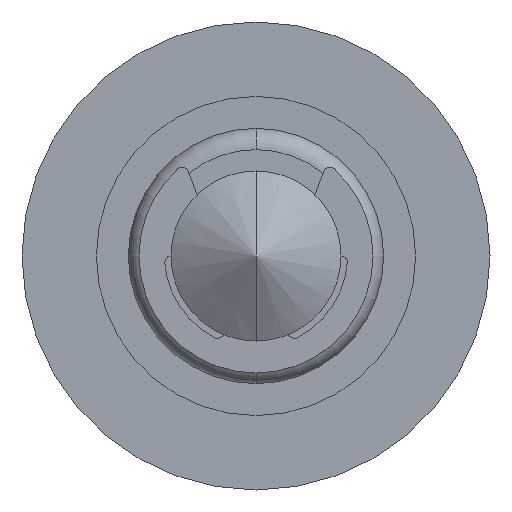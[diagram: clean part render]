
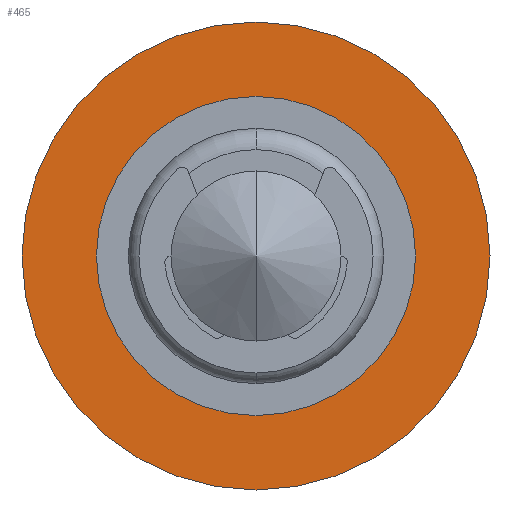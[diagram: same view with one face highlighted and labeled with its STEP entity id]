
A CAD part, front view. The second image highlights one B-rep face of the part: STEP entity #465.
In plain terms, the highlighted planar face has unit normal (0, -1, 0).
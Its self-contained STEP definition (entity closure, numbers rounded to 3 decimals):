
#151 = EDGE_CURVE ( 'NONE', #1872, #1066, #331, .T. ) ;
#162 = EDGE_CURVE ( 'NONE', #1001, #1137, #337, .T. ) ;
#274 = CIRCLE ( 'NONE', #1943, 7.5 ) ;
#275 = CIRCLE ( 'NONE', #1976, 11. ) ;
#331 = CIRCLE ( 'NONE', #1188, 11. ) ;
#337 = CIRCLE ( 'NONE', #1149, 7.5 ) ;
#437 = EDGE_CURVE ( 'NONE', #1137, #1001, #274, .T. ) ;
#438 = EDGE_CURVE ( 'NONE', #1066, #1872, #275, .T. ) ;
#465 = ADVANCED_FACE ( 'NONE', ( #2032, #2025 ), #681, .T. ) ;
#591 = CARTESIAN_POINT ( 'NONE',  ( 0., 51.309, 0. ) ) ;
#592 = DIRECTION ( 'NONE',  ( 0., 1., 0. ) ) ;
#593 = DIRECTION ( 'NONE',  ( 0., 0., 1. ) ) ;
#594 = CARTESIAN_POINT ( 'NONE',  ( 0., 51.309, 0. ) ) ;
#595 = DIRECTION ( 'NONE',  ( 0., 1., 0. ) ) ;
#596 = DIRECTION ( 'NONE',  ( 0., 0., 1. ) ) ;
#681 = PLANE ( 'NONE',  #2003 ) ;
#682 = CARTESIAN_POINT ( 'NONE',  ( -7.5, 51.309, 0. ) ) ;
#683 = DIRECTION ( 'NONE',  ( 0., -1., 0. ) ) ;
#684 = DIRECTION ( 'NONE',  ( 0., 0., -1. ) ) ;
#735 = CARTESIAN_POINT ( 'NONE',  ( 0., 51.309, -7.5 ) ) ;
#757 = CARTESIAN_POINT ( 'NONE',  ( 0., 51.309, -11. ) ) ;
#794 = CARTESIAN_POINT ( 'NONE',  ( 0., 51.309, 7.5 ) ) ;
#803 = CARTESIAN_POINT ( 'NONE',  ( 0., 51.309, 11. ) ) ;
#1001 = VERTEX_POINT ( 'NONE', #735 ) ;
#1066 = VERTEX_POINT ( 'NONE', #757 ) ;
#1137 = VERTEX_POINT ( 'NONE', #794 ) ;
#1149 = AXIS2_PLACEMENT_3D ( 'NONE', #1753, #1696, #1653 ) ;
#1188 = AXIS2_PLACEMENT_3D ( 'NONE', #1664, #1571, #1769 ) ;
#1435 = EDGE_LOOP ( 'NONE', ( #1591, #1586 ) ) ;
#1571 = DIRECTION ( 'NONE',  ( 0., 1., 0. ) ) ;
#1586 = ORIENTED_EDGE ( 'NONE', *, *, #162, .T. ) ;
#1591 = ORIENTED_EDGE ( 'NONE', *, *, #437, .T. ) ;
#1597 = ORIENTED_EDGE ( 'NONE', *, *, #438, .F. ) ;
#1636 = ORIENTED_EDGE ( 'NONE', *, *, #151, .F. ) ;
#1653 = DIRECTION ( 'NONE',  ( 0., 0., 1. ) ) ;
#1664 = CARTESIAN_POINT ( 'NONE',  ( 0., 51.309, 0. ) ) ;
#1696 = DIRECTION ( 'NONE',  ( 0., 1., 0. ) ) ;
#1753 = CARTESIAN_POINT ( 'NONE',  ( 0., 51.309, 0. ) ) ;
#1769 = DIRECTION ( 'NONE',  ( 0., 0., 1. ) ) ;
#1784 = EDGE_LOOP ( 'NONE', ( #1636, #1597 ) ) ;
#1872 = VERTEX_POINT ( 'NONE', #803 ) ;
#1943 = AXIS2_PLACEMENT_3D ( 'NONE', #591, #592, #593 ) ;
#1976 = AXIS2_PLACEMENT_3D ( 'NONE', #594, #595, #596 ) ;
#2003 = AXIS2_PLACEMENT_3D ( 'NONE', #682, #683, #684 ) ;
#2025 = FACE_OUTER_BOUND ( 'NONE', #1784, .T. ) ;
#2032 = FACE_BOUND ( 'NONE', #1435, .T. ) ;
